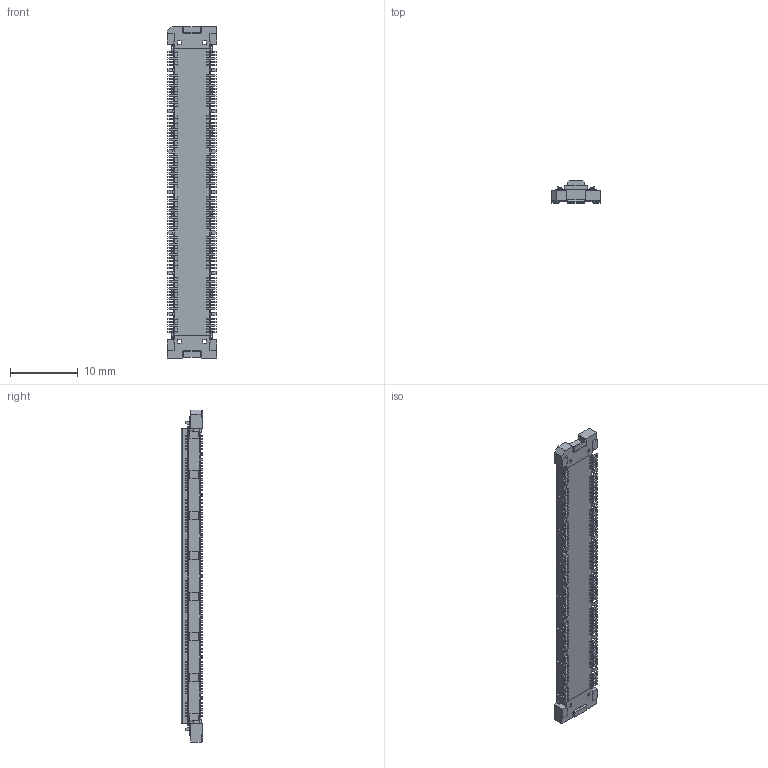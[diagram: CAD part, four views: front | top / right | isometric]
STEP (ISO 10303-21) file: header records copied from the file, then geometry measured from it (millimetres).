
FILE_DESCRIPTION(('OneSpaceDesigner STEP Export'),'2;1');
FILE_NAME('FX10B-140S14-SV.stp','2007-12-17T18:34:10',(''),(''),'OneSpace Designer STEP processor for AP214 (Solid Model)','OneSpace Modeling 15.00A 14-Mar-2007 (C) CoCreate Software GmbH','');
FILE_SCHEMA(('AUTOMOTIVE_DESIGN { 1 0 10303 214 1 1 1 1 }'));
Products named in the file (2): FX10B-140S14-SV
Assembly tree (1 placements, depth 2):
  FX10B-140S14-SV
    FX10B-140S14-SV
Bounding box: 7.3 x 3.2 x 49.1 mm (x, y, z)
Volume: 513.4 mm3; surface area: 1420.6 mm2
Topology: 1 solids, 1 shells, 2483 faces, 6550 edges, 4334 vertices
Faces by surface type: plane 2111, cylinder 344, sphere 28
Entity records: 71377 total; most frequent: ORIENTED_EDGE 13044, CARTESIAN_POINT 12484, DIRECTION 10599, EDGE_CURVE 6522, VECTOR 5701, LINE 5701, VERTEX_POINT 4334, EDGE_LOOP 2784
